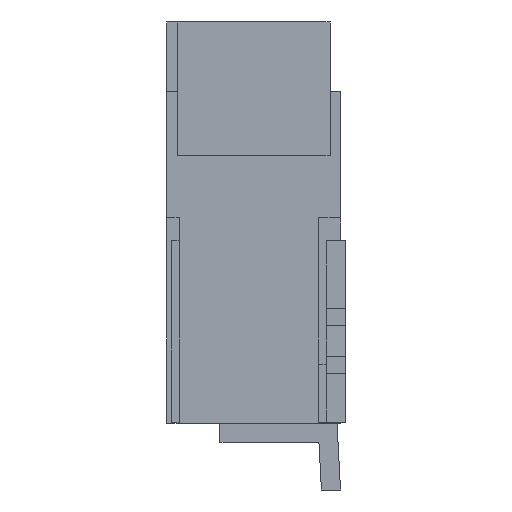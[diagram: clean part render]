
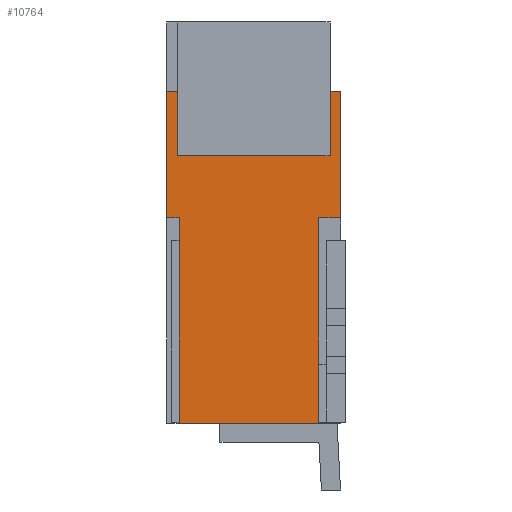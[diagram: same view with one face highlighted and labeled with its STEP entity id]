
A CAD part, left-side view. The second image highlights one B-rep face of the part: STEP entity #10764.
In plain terms, the highlighted planar face has unit normal (-1, 0, 0).
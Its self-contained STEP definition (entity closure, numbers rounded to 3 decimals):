
#1401=DIRECTION('',(0.,1.,0.));
#1402=VECTOR('',#1401,1.46);
#1403=CARTESIAN_POINT('',(0.,0.23,-4.2));
#1404=LINE('',#1403,#1402);
#3757=DIRECTION('',(0.,0.,1.));
#3758=VECTOR('',#3757,2.15);
#3759=CARTESIAN_POINT('',(0.,0.23,-4.2));
#3760=LINE('',#3759,#3758);
#3765=DIRECTION('',(0.,0.,-1.));
#3766=VECTOR('',#3765,1.32);
#3767=CARTESIAN_POINT('',(0.,1.82,-0.73));
#3768=LINE('',#3767,#3766);
#3769=DIRECTION('',(0.,1.,0.));
#3770=VECTOR('',#3769,1.82);
#3771=CARTESIAN_POINT('',(0.,0.,-0.73));
#3772=LINE('',#3771,#3770);
#3773=DIRECTION('',(0.,0.,1.));
#3774=VECTOR('',#3773,1.32);
#3775=CARTESIAN_POINT('',(0.,0.,-2.05));
#3776=LINE('',#3775,#3774);
#3797=DIRECTION('',(0.,0.,1.));
#3798=VECTOR('',#3797,2.15);
#3799=CARTESIAN_POINT('',(0.,1.69,-4.2));
#3800=LINE('',#3799,#3798);
#3849=DIRECTION('',(0.,-1.,0.));
#3850=VECTOR('',#3849,0.13);
#3851=CARTESIAN_POINT('',(0.,1.82,-2.05));
#3852=LINE('',#3851,#3850);
#3857=DIRECTION('',(0.,1.,0.));
#3858=VECTOR('',#3857,0.23);
#3859=CARTESIAN_POINT('',(0.,0.,-2.05));
#3860=LINE('',#3859,#3858);
#4607=CARTESIAN_POINT('',(0.,0.,-0.73));
#4609=VERTEX_POINT('',#4607);
#4611=CARTESIAN_POINT('',(0.,0.,-2.05));
#4612=VERTEX_POINT('',#4611);
#4749=CARTESIAN_POINT('',(0.,1.82,-0.73));
#4751=VERTEX_POINT('',#4749);
#4779=CARTESIAN_POINT('',(0.,1.82,-2.05));
#4780=VERTEX_POINT('',#4779);
#4793=CARTESIAN_POINT('',(0.,0.23,-4.2));
#4794=CARTESIAN_POINT('',(0.,1.69,-4.2));
#4795=VERTEX_POINT('',#4793);
#4796=VERTEX_POINT('',#4794);
#4797=CARTESIAN_POINT('',(0.,1.69,-2.05));
#4798=VERTEX_POINT('',#4797);
#4799=CARTESIAN_POINT('',(0.,0.23,-2.05));
#4800=VERTEX_POINT('',#4799);
#10746=CARTESIAN_POINT('',(0.,0.91,-2.465));
#10747=DIRECTION('',(1.,0.,0.));
#10748=DIRECTION('',(0.,0.,1.));
#10749=AXIS2_PLACEMENT_3D('',#10746,#10747,#10748);
#10750=PLANE('',#10749);
#10751=ORIENTED_EDGE('',*,*,#7124,.T.);
#10753=ORIENTED_EDGE('',*,*,#10752,.T.);
#10755=ORIENTED_EDGE('',*,*,#10754,.F.);
#10756=ORIENTED_EDGE('',*,*,#5785,.F.);
#10757=ORIENTED_EDGE('',*,*,#5832,.F.);
#10758=ORIENTED_EDGE('',*,*,#5532,.F.);
#10760=ORIENTED_EDGE('',*,*,#10759,.T.);
#10761=ORIENTED_EDGE('',*,*,#10736,.F.);
#10762=EDGE_LOOP('',(#10751,#10753,#10755,#10756,#10757,#10758,#10760,#10761));
#10763=FACE_OUTER_BOUND('',#10762,.F.);
#10764=ADVANCED_FACE('',(#10763),#10750,.F.);
#5532=EDGE_CURVE('',#4612,#4609,#3776,.T.);
#5785=EDGE_CURVE('',#4751,#4780,#3768,.T.);
#5832=EDGE_CURVE('',#4609,#4751,#3772,.T.);
#7124=EDGE_CURVE('',#4795,#4796,#1404,.T.);
#10736=EDGE_CURVE('',#4795,#4800,#3760,.T.);
#10752=EDGE_CURVE('',#4796,#4798,#3800,.T.);
#10754=EDGE_CURVE('',#4780,#4798,#3852,.T.);
#10759=EDGE_CURVE('',#4612,#4800,#3860,.T.);
